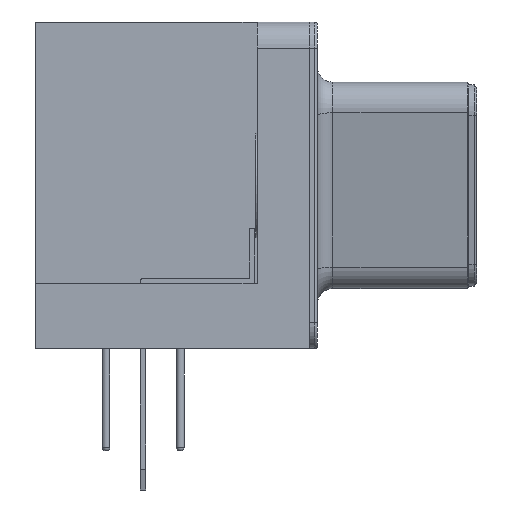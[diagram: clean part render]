
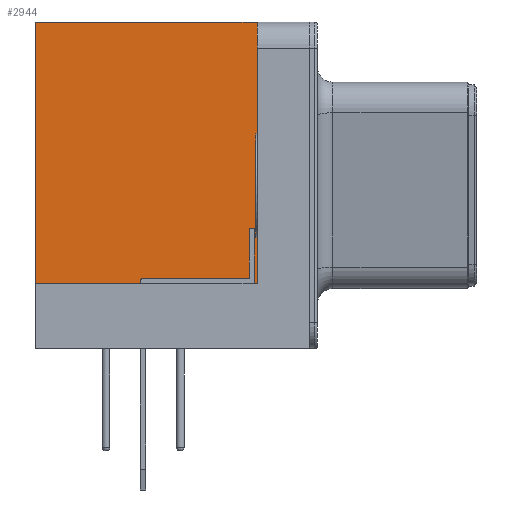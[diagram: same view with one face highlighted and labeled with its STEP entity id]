
A CAD part, left-side view. The second image highlights one B-rep face of the part: STEP entity #2944.
In plain terms, the highlighted planar face has unit normal (-1, 0, 0).
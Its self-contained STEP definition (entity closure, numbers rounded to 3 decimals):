
#30=DIRECTION('',(0.,0.,1.));
#52=DIRECTION('',(1.,0.,0.));
#207=DIRECTION('',(0.,1.,0.));
#534=DIRECTION('',(0.,1.,0.));
#2125=VECTOR('',#30,1.);
#2504=VECTOR('',#207,1.);
#2518=VERTEX_POINT('',#2519);
#2519=CARTESIAN_POINT('',(-23.795,2.7,12.5));
#2522=ORIENTED_EDGE('',*,*,#2523,.F.);
#2523=EDGE_CURVE('',#2524,#2518,#2526,.T.);
#2524=VERTEX_POINT('',#2525);
#2525=CARTESIAN_POINT('',(-23.795,-5.78,12.5));
#2526=LINE('',#2527,#2528);
#2527=CARTESIAN_POINT('',(-23.795,-6.78,12.5));
#2528=VECTOR('',#534,1.);
#2909=VERTEX_POINT('',#2910);
#2910=CARTESIAN_POINT('',(-23.795,-5.78,2.5));
#2914=EDGE_CURVE('',#2909,#2524,#2915,.T.);
#2915=LINE('',#2910,#2125);
#2944=ADVANCED_FACE('',(#2945),#2957,.F.);
#2945=FACE_BOUND('',#2946,.F.);
#2946=EDGE_LOOP('',(#2947,#2948,#2953,#2522));
#2947=ORIENTED_EDGE('',*,*,#2914,.F.);
#2948=ORIENTED_EDGE('',*,*,#2949,.T.);
#2949=EDGE_CURVE('',#2909,#2950,#2952,.T.);
#2950=VERTEX_POINT('',#2951);
#2951=CARTESIAN_POINT('',(-23.795,2.7,2.5));
#2952=LINE('',#2910,#2504);
#2953=ORIENTED_EDGE('',*,*,#2954,.T.);
#2954=EDGE_CURVE('',#2950,#2518,#2955,.T.);
#2955=LINE('',#2956,#2125);
#2956=CARTESIAN_POINT('',(-23.795,2.7,4.375));
#2957=PLANE('',#2958);
#2958=AXIS2_PLACEMENT_3D('',#2910,#52,#30);
